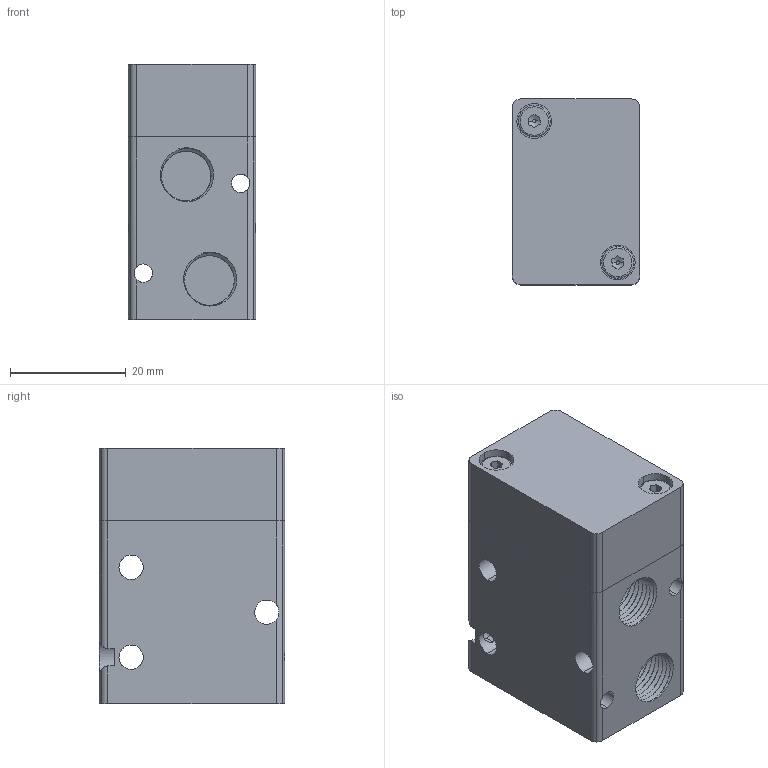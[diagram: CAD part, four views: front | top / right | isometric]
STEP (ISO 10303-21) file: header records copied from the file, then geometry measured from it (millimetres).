
FILE_DESCRIPTION((''),'2;1');
FILE_NAME('00_079_4.stp','2002-12-02T22:11:53',('Branislav Petkovic'),('AZ Pneumatica'),'AutoCAD STEP 2000i','AutoCAD 2000i','Via J. F. Kennedy, 26, 20020 Misinto (MI), ITALY');
FILE_SCHEMA(('CONFIG_CONTROL_DESIGN'));
Length unit declared in the file: millimetre
Products named in the file (7): 00_079_4; 321 TELO; PART1; X21 OPRUGA; PART2; X21 MEHANIKA; PART2A
Assembly tree (6 placements, depth 3):
  00_079_4
    321 TELO
      PART1
    X21 OPRUGA
      PART2
    X21 MEHANIKA
      PART2A
Bounding box: 22 x 32 x 44 mm (x, y, z)
Surface area: 10154 mm2 (no closed solid volume)
Topology: 0 solids, 2 shells, 157 faces, 443 edges, 295 vertices
Faces by surface type: cylinder 108, plane 35, bspline 10, cone 4
Entity records: 15516 total; most frequent: CARTESIAN_POINT 10505, ORIENTED_EDGE 1049, DIRECTION 927, EDGE_CURVE 562, VERTEX_POINT 393, AXIS2_PLACEMENT_3D 353, VECTOR 221, LINE 221
